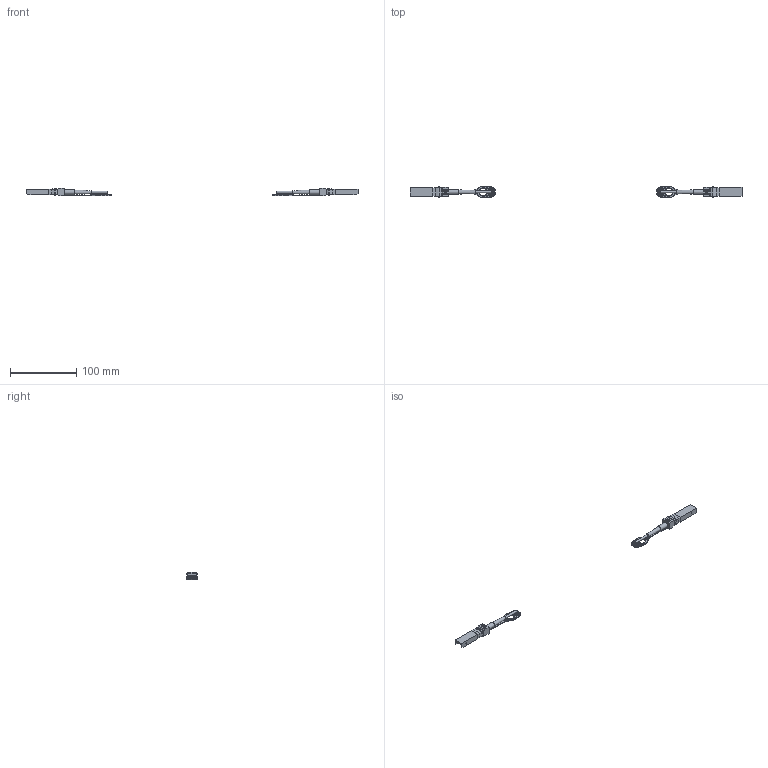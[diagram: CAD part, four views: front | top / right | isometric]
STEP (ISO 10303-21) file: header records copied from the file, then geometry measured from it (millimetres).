
FILE_DESCRIPTION(/* description */ (''),/* implementation_level */ '2;1');
FILE_NAME(/* name */ '1410-P-11-00-X.stp',/* time_stamp */ '2018-04-06T09:18:25-05:00',/* author */ (''),/* organization */ (''),/* preprocessor_version */ 'ST-DEVELOPER v16',/* originating_system */ 'SIEMENS PLM Software NX 11.0',/* authorisation */ '');
FILE_SCHEMA (('AUTOMOTIVE_DESIGN { 1 0 10303 214 3 1 1 1 }'));
Length unit declared in the file: millimetre
Products named in the file (1): us291F2423EEro7i
Bounding box: 500 x 18.01 x 11.75 mm (x, y, z)
Volume: 16872.6 mm3; surface area: 11939.6 mm2
Topology: 2 solids, 2 shells, 668 faces, 1812 edges, 1178 vertices
Faces by surface type: plane 432, cylinder 114, extrusion 56, bspline 52, torus 12, cone 2
Full cylindrical faces by diameter (mm): 3 x2, 7.493 x2, 12 x2
Entity records: 23129 total; most frequent: CARTESIAN_POINT 7393, ORIENTED_EDGE 3608, DIRECTION 2698, EDGE_CURVE 1804, VERTEX_POINT 1178, VECTOR 1020, LINE 964, AXIS2_PLACEMENT_3D 839
